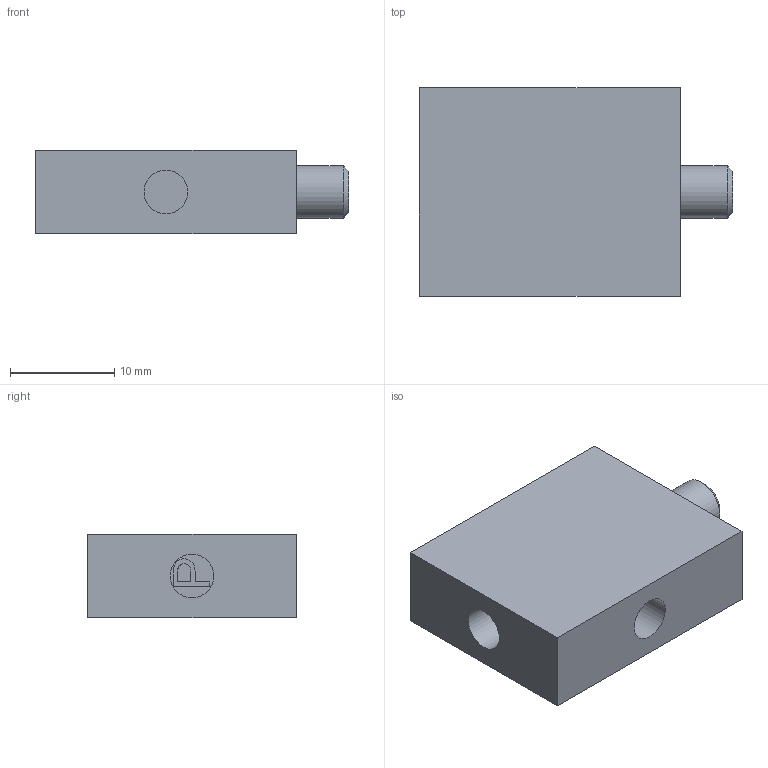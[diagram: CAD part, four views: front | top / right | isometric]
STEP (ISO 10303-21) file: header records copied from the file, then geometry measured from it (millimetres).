
FILE_DESCRIPTION((''),'2;1');
FILE_NAME('110 010 00.stp','2012-05-23T19:34:57',('HJ'),('AVAC Vacumteknik AB'),'Autodesk Inventor 2012','Autodesk Inventor 2012','');
FILE_SCHEMA(('AUTOMOTIVE_DESIGN { 1 0 10303 214 1 1 1 1 }'));
Length unit declared in the file: millimetre
Products named in the file (1): 110 010 00
Bounding box: 30 x 20 x 8 mm (x, y, z)
Volume: 3880.1 mm3; surface area: 2026.8 mm2
Topology: 1 solids, 1 shells, 52 faces, 129 edges, 87 vertices
Faces by surface type: plane 33, bspline 14, cylinder 4, cone 1
Full cylindrical faces by diameter (mm): 4.134 x1, 4.2 x2, 5 x1
Entity records: 1678 total; most frequent: CARTESIAN_POINT 461, ORIENTED_EDGE 240, DIRECTION 179, EDGE_CURVE 120, VERTEX_POINT 83, VECTOR 83, LINE 83, EDGE_LOOP 65
